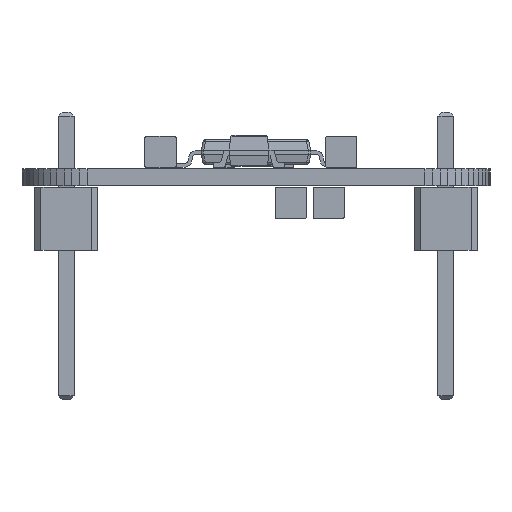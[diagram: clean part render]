
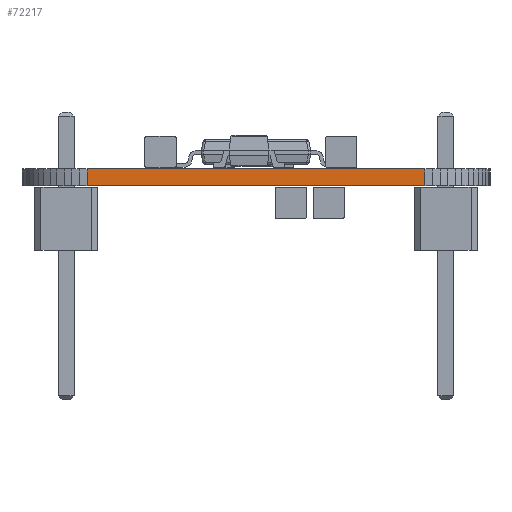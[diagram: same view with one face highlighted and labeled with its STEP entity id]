
A CAD part, front view. The second image highlights one B-rep face of the part: STEP entity #72217.
In plain terms, the highlighted planar face has unit normal (0, -1, 0).
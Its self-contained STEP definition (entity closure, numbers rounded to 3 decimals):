
#65896 = PLANE('',#65897);
#65897 = AXIS2_PLACEMENT_3D('',#65898,#65899,#65900);
#65898 = CARTESIAN_POINT('',(7.62,-19.05,0.68));
#65899 = DIRECTION('',(-0.,-0.,-1.));
#65900 = DIRECTION('',(-1.,0.,0.));
#65950 = PLANE('',#65951);
#65951 = AXIS2_PLACEMENT_3D('',#65952,#65953,#65954);
#65952 = CARTESIAN_POINT('',(7.62,-19.05,0.));
#65953 = DIRECTION('',(-0.,-0.,-1.));
#65954 = DIRECTION('',(-1.,0.,0.));
#66759 = VERTEX_POINT('',#66760);
#66760 = CARTESIAN_POINT('',(14.404,-40.714,0.));
#66774 = PLANE('',#66775);
#66775 = AXIS2_PLACEMENT_3D('',#66776,#66777,#66778);
#66776 = CARTESIAN_POINT('',(14.719,-40.695,0.));
#66777 = DIRECTION('',(0.06,-0.998,0.));
#66778 = DIRECTION('',(-0.998,-0.06,0.));
#66786 = EDGE_CURVE('',#66759,#66787,#66789,.T.);
#66787 = VERTEX_POINT('',#66788);
#66788 = CARTESIAN_POINT('',(0.836,-40.714,0.));
#66789 = SURFACE_CURVE('',#66790,(#66794,#66801),.PCURVE_S1.);
#66790 = LINE('',#66791,#66792);
#66791 = CARTESIAN_POINT('',(14.404,-40.714,0.));
#66792 = VECTOR('',#66793,1.);
#66793 = DIRECTION('',(-1.,0.,0.));
#66794 = PCURVE('',#65950,#66795);
#66795 = DEFINITIONAL_REPRESENTATION('',(#66796),#66800);
#66796 = LINE('',#66797,#66798);
#66797 = CARTESIAN_POINT('',(-6.784,-21.664));
#66798 = VECTOR('',#66799,1.);
#66799 = DIRECTION('',(1.,0.));
#66800 = ( GEOMETRIC_REPRESENTATION_CONTEXT(2) 
PARAMETRIC_REPRESENTATION_CONTEXT() REPRESENTATION_CONTEXT('2D SPACE',''
  ) );
#66801 = PCURVE('',#66802,#66807);
#66802 = PLANE('',#66803);
#66803 = AXIS2_PLACEMENT_3D('',#66804,#66805,#66806);
#66804 = CARTESIAN_POINT('',(14.404,-40.714,0.));
#66805 = DIRECTION('',(0.,-1.,0.));
#66806 = DIRECTION('',(-1.,0.,0.));
#66807 = DEFINITIONAL_REPRESENTATION('',(#66808),#66812);
#66808 = LINE('',#66809,#66810);
#66809 = CARTESIAN_POINT('',(0.,0.));
#66810 = VECTOR('',#66811,1.);
#66811 = DIRECTION('',(1.,0.));
#66812 = ( GEOMETRIC_REPRESENTATION_CONTEXT(2) 
PARAMETRIC_REPRESENTATION_CONTEXT() REPRESENTATION_CONTEXT('2D SPACE',''
  ) );
#66830 = PLANE('',#66831);
#66831 = AXIS2_PLACEMENT_3D('',#66832,#66833,#66834);
#66832 = CARTESIAN_POINT('',(0.836,-40.714,0.));
#66833 = DIRECTION('',(-0.06,-0.998,0.));
#66834 = DIRECTION('',(-0.998,0.06,0.));
#69247 = VERTEX_POINT('',#69248);
#69248 = CARTESIAN_POINT('',(14.404,-40.714,0.68));
#69269 = EDGE_CURVE('',#69247,#69270,#69272,.T.);
#69270 = VERTEX_POINT('',#69271);
#69271 = CARTESIAN_POINT('',(0.836,-40.714,0.68));
#69272 = SURFACE_CURVE('',#69273,(#69277,#69284),.PCURVE_S1.);
#69273 = LINE('',#69274,#69275);
#69274 = CARTESIAN_POINT('',(14.404,-40.714,0.68));
#69275 = VECTOR('',#69276,1.);
#69276 = DIRECTION('',(-1.,0.,0.));
#69277 = PCURVE('',#65896,#69278);
#69278 = DEFINITIONAL_REPRESENTATION('',(#69279),#69283);
#69279 = LINE('',#69280,#69281);
#69280 = CARTESIAN_POINT('',(-6.784,-21.664));
#69281 = VECTOR('',#69282,1.);
#69282 = DIRECTION('',(1.,0.));
#69283 = ( GEOMETRIC_REPRESENTATION_CONTEXT(2) 
PARAMETRIC_REPRESENTATION_CONTEXT() REPRESENTATION_CONTEXT('2D SPACE',''
  ) );
#69284 = PCURVE('',#66802,#69285);
#69285 = DEFINITIONAL_REPRESENTATION('',(#69286),#69290);
#69286 = LINE('',#69287,#69288);
#69287 = CARTESIAN_POINT('',(0.,-0.68));
#69288 = VECTOR('',#69289,1.);
#69289 = DIRECTION('',(1.,0.));
#69290 = ( GEOMETRIC_REPRESENTATION_CONTEXT(2) 
PARAMETRIC_REPRESENTATION_CONTEXT() REPRESENTATION_CONTEXT('2D SPACE',''
  ) );
#72169 = EDGE_CURVE('',#66759,#69247,#72170,.T.);
#72170 = SURFACE_CURVE('',#72171,(#72175,#72182),.PCURVE_S1.);
#72171 = LINE('',#72172,#72173);
#72172 = CARTESIAN_POINT('',(14.404,-40.714,0.));
#72173 = VECTOR('',#72174,1.);
#72174 = DIRECTION('',(0.,0.,1.));
#72175 = PCURVE('',#66774,#72176);
#72176 = DEFINITIONAL_REPRESENTATION('',(#72177),#72181);
#72177 = LINE('',#72178,#72179);
#72178 = CARTESIAN_POINT('',(0.316,0.));
#72179 = VECTOR('',#72180,1.);
#72180 = DIRECTION('',(0.,-1.));
#72181 = ( GEOMETRIC_REPRESENTATION_CONTEXT(2) 
PARAMETRIC_REPRESENTATION_CONTEXT() REPRESENTATION_CONTEXT('2D SPACE',''
  ) );
#72182 = PCURVE('',#66802,#72183);
#72183 = DEFINITIONAL_REPRESENTATION('',(#72184),#72188);
#72184 = LINE('',#72185,#72186);
#72185 = CARTESIAN_POINT('',(0.,0.));
#72186 = VECTOR('',#72187,1.);
#72187 = DIRECTION('',(0.,-1.));
#72188 = ( GEOMETRIC_REPRESENTATION_CONTEXT(2) 
PARAMETRIC_REPRESENTATION_CONTEXT() REPRESENTATION_CONTEXT('2D SPACE',''
  ) );
#72217 = ADVANCED_FACE('',(#72218),#66802,.T.);
#72218 = FACE_BOUND('',#72219,.T.);
#72219 = EDGE_LOOP('',(#72220,#72221,#72222,#72243));
#72220 = ORIENTED_EDGE('',*,*,#72169,.T.);
#72221 = ORIENTED_EDGE('',*,*,#69269,.T.);
#72222 = ORIENTED_EDGE('',*,*,#72223,.F.);
#72223 = EDGE_CURVE('',#66787,#69270,#72224,.T.);
#72224 = SURFACE_CURVE('',#72225,(#72229,#72236),.PCURVE_S1.);
#72225 = LINE('',#72226,#72227);
#72226 = CARTESIAN_POINT('',(0.836,-40.714,0.));
#72227 = VECTOR('',#72228,1.);
#72228 = DIRECTION('',(0.,0.,1.));
#72229 = PCURVE('',#66802,#72230);
#72230 = DEFINITIONAL_REPRESENTATION('',(#72231),#72235);
#72231 = LINE('',#72232,#72233);
#72232 = CARTESIAN_POINT('',(13.569,0.));
#72233 = VECTOR('',#72234,1.);
#72234 = DIRECTION('',(0.,-1.));
#72235 = ( GEOMETRIC_REPRESENTATION_CONTEXT(2) 
PARAMETRIC_REPRESENTATION_CONTEXT() REPRESENTATION_CONTEXT('2D SPACE',''
  ) );
#72236 = PCURVE('',#66830,#72237);
#72237 = DEFINITIONAL_REPRESENTATION('',(#72238),#72242);
#72238 = LINE('',#72239,#72240);
#72239 = CARTESIAN_POINT('',(0.,0.));
#72240 = VECTOR('',#72241,1.);
#72241 = DIRECTION('',(0.,-1.));
#72242 = ( GEOMETRIC_REPRESENTATION_CONTEXT(2) 
PARAMETRIC_REPRESENTATION_CONTEXT() REPRESENTATION_CONTEXT('2D SPACE',''
  ) );
#72243 = ORIENTED_EDGE('',*,*,#66786,.F.);
